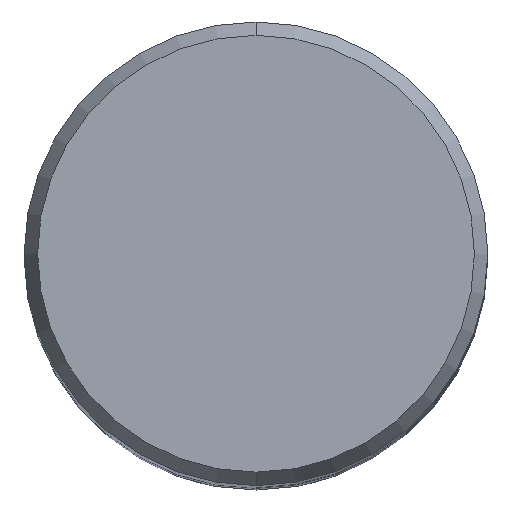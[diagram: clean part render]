
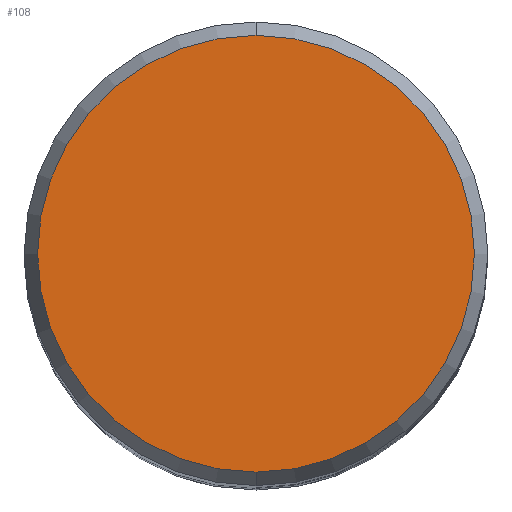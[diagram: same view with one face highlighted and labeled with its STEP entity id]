
A CAD part, top view. The second image highlights one B-rep face of the part: STEP entity #108.
In plain terms, the highlighted planar face has unit normal (0, 0, 1).
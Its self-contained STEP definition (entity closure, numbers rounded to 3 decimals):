
#100=VERTEX_POINT('',#227);
#108=ADVANCED_FACE('',(#237),#238,.T.);
#112=EDGE_CURVE('',#140,#100,#243,.T.);
#118=EDGE_CURVE('',#100,#140,#249,.T.);
#140=VERTEX_POINT('',#273);
#227=CARTESIAN_POINT('',(0.0,7.479,0.01));
#237=FACE_OUTER_BOUND('',#375,.T.);
#238=PLANE('',#376);
#243=CIRCLE('',#382,7.479);
#249=CIRCLE('',#390,7.479);
#273=CARTESIAN_POINT('',(0.,-7.479,0.01));
#375=EDGE_LOOP('',(#534,#535));
#376=AXIS2_PLACEMENT_3D('',#536,#537,#538);
#382=AXIS2_PLACEMENT_3D('',#545,#546,#547);
#390=AXIS2_PLACEMENT_3D('',#551,#552,#553);
#534=ORIENTED_EDGE('',*,*,#118,.F.);
#535=ORIENTED_EDGE('',*,*,#112,.F.);
#536=CARTESIAN_POINT('',(0.0,3.74,0.01));
#537=DIRECTION('',(-0.0,0.0,1.0));
#538=DIRECTION('',(0.0,-1.0,0.0));
#545=CARTESIAN_POINT('',(0.0,0.0,0.01));
#546=DIRECTION('',(0.0,0.0,-1.0));
#547=DIRECTION('',(0.0,1.0,0.0));
#551=CARTESIAN_POINT('',(0.0,0.0,0.01));
#552=DIRECTION('',(0.0,0.0,-1.0));
#553=DIRECTION('',(0.0,1.0,0.0));
